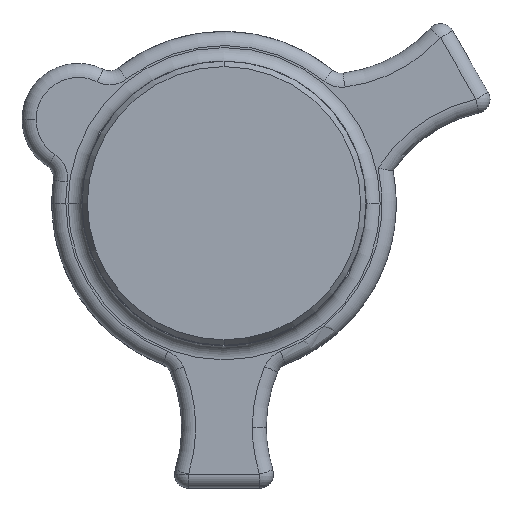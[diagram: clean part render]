
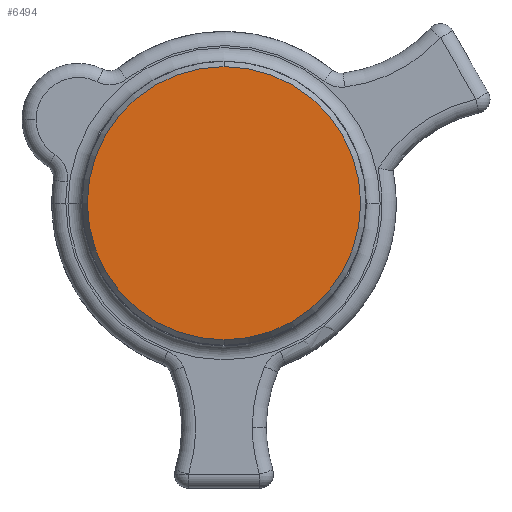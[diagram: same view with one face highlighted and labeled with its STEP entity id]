
A CAD part, top view. The second image highlights one B-rep face of the part: STEP entity #6494.
In plain terms, the highlighted planar face has unit normal (0, 0, 1).
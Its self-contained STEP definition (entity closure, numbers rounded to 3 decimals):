
#371 = CARTESIAN_POINT ( 'NONE',  ( 0., 14.604, 0. ) ) ;
#760 = EDGE_LOOP ( 'NONE', ( #6992, #9206 ) ) ;
#2421 = DIRECTION ( 'NONE',  ( 0., -1., 0. ) ) ;
#3078 = AXIS2_PLACEMENT_3D ( 'NONE', #4168, #4307, #9229 ) ;
#3839 = DIRECTION ( 'NONE',  ( 0., 0., 1. ) ) ;
#4043 = VERTEX_POINT ( 'NONE', #371 ) ;
#4168 = CARTESIAN_POINT ( 'NONE',  ( 0., 0., 0. ) ) ;
#4228 = EDGE_CURVE ( 'NONE', #4043, #5363, #5115, .T. ) ;
#4307 = DIRECTION ( 'NONE',  ( 0., 0., 1. ) ) ;
#5115 = CIRCLE ( 'NONE', #7079, 14.604 ) ;
#5337 = CIRCLE ( 'NONE', #8988, 14.604 ) ;
#5363 = VERTEX_POINT ( 'NONE', #8288 ) ;
#6379 = DIRECTION ( 'NONE',  ( 0., -1., 0. ) ) ;
#6494 = ADVANCED_FACE ( 'NONE', ( #8506 ), #8604, .T. ) ;
#6992 = ORIENTED_EDGE ( 'NONE', *, *, #4228, .T. ) ;
#7079 = AXIS2_PLACEMENT_3D ( 'NONE', #8562, #7092, #6379 ) ;
#7092 = DIRECTION ( 'NONE',  ( 0., 0., 1. ) ) ;
#8170 = CARTESIAN_POINT ( 'NONE',  ( 0., 0., 0. ) ) ;
#8288 = CARTESIAN_POINT ( 'NONE',  ( 0., -14.604, 0. ) ) ;
#8506 = FACE_OUTER_BOUND ( 'NONE', #760, .T. ) ;
#8562 = CARTESIAN_POINT ( 'NONE',  ( 0., 0., 0. ) ) ;
#8604 = PLANE ( 'NONE',  #3078 ) ;
#8708 = EDGE_CURVE ( 'NONE', #5363, #4043, #5337, .T. ) ;
#8988 = AXIS2_PLACEMENT_3D ( 'NONE', #8170, #3839, #2421 ) ;
#9206 = ORIENTED_EDGE ( 'NONE', *, *, #8708, .T. ) ;
#9229 = DIRECTION ( 'NONE',  ( 0., -1., 0. ) ) ;
